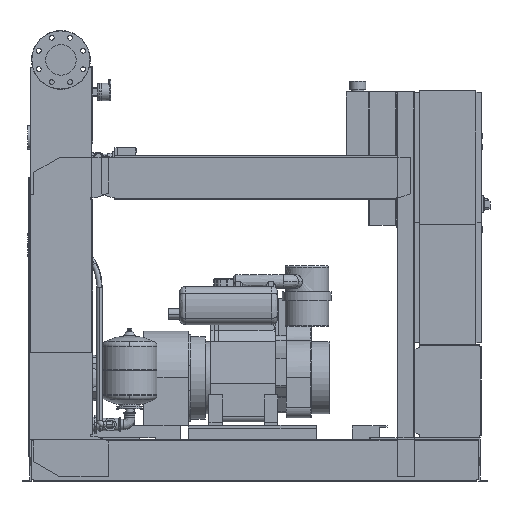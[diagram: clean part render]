
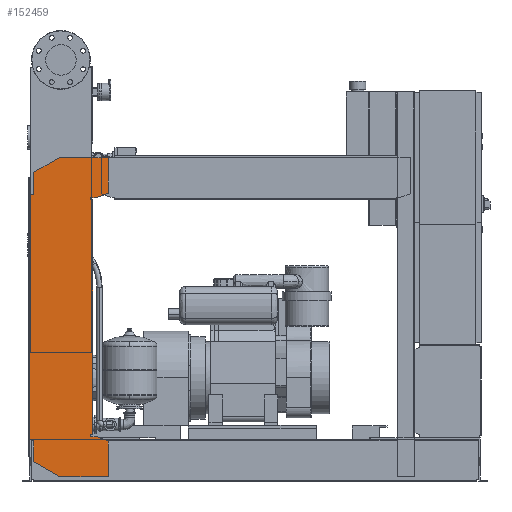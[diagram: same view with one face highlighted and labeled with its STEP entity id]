
A CAD part, front view. The second image highlights one B-rep face of the part: STEP entity #152459.
In plain terms, the highlighted free-form (B-spline) face has degree [1, 1] with [2, 2] control points.
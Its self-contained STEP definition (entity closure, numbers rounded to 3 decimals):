
#151944=CARTESIAN_POINT('',(-102.0,-463.5,1076.0));
#151945=VERTEX_POINT('',#151944);
#151952=CARTESIAN_POINT('',(-102.0,-463.5,1158.574));
#151953=VERTEX_POINT('',#151952);
#151954=CARTESIAN_POINT('',(-102.0,-463.5,1076.0));
#151955=DIRECTION('',(0.0,0.0,1.0));
#151956=VECTOR('',#151955,82.574);
#151957=LINE('',#151954,#151956);
#151958=EDGE_CURVE('',#151945,#151953,#151957,.T.);
#151976=CARTESIAN_POINT('',(-6.,-463.5,1214.0));
#151977=VERTEX_POINT('',#151976);
#151978=CARTESIAN_POINT('',(-102.0,-463.5,1158.574));
#151979=DIRECTION('',(0.866,0.0,0.5));
#151980=VECTOR('',#151979,110.851);
#151981=LINE('',#151978,#151980);
#151982=EDGE_CURVE('',#151953,#151977,#151981,.T.);
#152000=CARTESIAN_POINT('',(177.0,-463.5,1214.0));
#152001=VERTEX_POINT('',#152000);
#152002=CARTESIAN_POINT('',(-6.,-463.5,1214.0));
#152003=DIRECTION('',(1.0,0.0,0.0));
#152004=VECTOR('',#152003,183.0);
#152005=LINE('',#152002,#152004);
#152006=EDGE_CURVE('',#151977,#152001,#152005,.T.);
#152024=CARTESIAN_POINT('',(177.0,-463.5,1080.379));
#152025=VERTEX_POINT('',#152024);
#152026=CARTESIAN_POINT('',(177.0,-463.5,1214.0));
#152027=DIRECTION('',(0.0,0.0,-1.0));
#152028=VECTOR('',#152027,133.621);
#152029=LINE('',#152026,#152028);
#152030=EDGE_CURVE('',#152001,#152025,#152029,.T.);
#152048=CARTESIAN_POINT('',(132.,-463.5,1064.0));
#152049=VERTEX_POINT('',#152048);
#152050=CARTESIAN_POINT('',(177.0,-463.5,1080.379));
#152051=DIRECTION('',(-0.94,0.0,-0.342));
#152052=VECTOR('',#152051,47.888);
#152053=LINE('',#152050,#152052);
#152054=EDGE_CURVE('',#152025,#152049,#152053,.T.);
#152072=CARTESIAN_POINT('',(112.0,-463.5,1064.0));
#152073=VERTEX_POINT('',#152072);
#152074=CARTESIAN_POINT('',(132.,-463.5,1064.0));
#152075=DIRECTION('',(-1.0,0.0,0.0));
#152076=VECTOR('',#152075,20.);
#152077=LINE('',#152074,#152076);
#152078=EDGE_CURVE('',#152049,#152073,#152077,.T.);
#152096=CARTESIAN_POINT('',(112.0,-463.5,1056.0));
#152097=VERTEX_POINT('',#152096);
#152098=CARTESIAN_POINT('',(112.0,-463.5,1064.0));
#152099=DIRECTION('',(0.0,0.0,-1.0));
#152100=VECTOR('',#152099,8.0);
#152101=LINE('',#152098,#152100);
#152102=EDGE_CURVE('',#152073,#152097,#152101,.T.);
#152120=CARTESIAN_POINT('',(120.,-463.5,1056.0));
#152121=VERTEX_POINT('',#152120);
#152122=CARTESIAN_POINT('',(112.0,-463.5,1056.0));
#152123=DIRECTION('',(1.0,0.0,0.0));
#152124=VECTOR('',#152123,8.);
#152125=LINE('',#152122,#152124);
#152126=EDGE_CURVE('',#152097,#152121,#152125,.T.);
#152144=CARTESIAN_POINT('',(120.,-463.5,176.));
#152145=VERTEX_POINT('',#152144);
#152156=CARTESIAN_POINT('',(120.,-463.5,1056.0));
#152157=DIRECTION('',(0.0,0.0,-1.0));
#152158=VECTOR('',#152157,880.);
#152159=LINE('',#152156,#152158);
#152160=EDGE_CURVE('',#152121,#152145,#152159,.T.);
#152174=CARTESIAN_POINT('',(112.,-463.5,176.));
#152175=VERTEX_POINT('',#152174);
#152176=CARTESIAN_POINT('',(120.,-463.5,176.));
#152177=DIRECTION('',(-1.0,0.0,0.0));
#152178=VECTOR('',#152177,8.);
#152179=LINE('',#152176,#152178);
#152180=EDGE_CURVE('',#152145,#152175,#152179,.T.);
#152198=CARTESIAN_POINT('',(112.,-463.5,168.));
#152199=VERTEX_POINT('',#152198);
#152200=CARTESIAN_POINT('',(112.,-463.5,176.));
#152201=DIRECTION('',(0.0,0.0,-1.0));
#152202=VECTOR('',#152201,8.0);
#152203=LINE('',#152200,#152202);
#152204=EDGE_CURVE('',#152175,#152199,#152203,.T.);
#152222=CARTESIAN_POINT('',(132.,-463.5,168.));
#152223=VERTEX_POINT('',#152222);
#152224=CARTESIAN_POINT('',(112.,-463.5,168.));
#152225=DIRECTION('',(1.0,0.0,0.0));
#152226=VECTOR('',#152225,20.0);
#152227=LINE('',#152224,#152226);
#152228=EDGE_CURVE('',#152199,#152223,#152227,.T.);
#152246=CARTESIAN_POINT('',(177.,-463.5,151.621));
#152247=VERTEX_POINT('',#152246);
#152248=CARTESIAN_POINT('',(132.,-463.5,168.));
#152249=DIRECTION('',(0.94,0.0,-0.342));
#152250=VECTOR('',#152249,47.888);
#152251=LINE('',#152248,#152250);
#152252=EDGE_CURVE('',#152223,#152247,#152251,.T.);
#152270=CARTESIAN_POINT('',(177.,-463.5,18.0));
#152271=VERTEX_POINT('',#152270);
#152272=CARTESIAN_POINT('',(177.,-463.5,151.621));
#152273=DIRECTION('',(0.0,0.0,-1.0));
#152274=VECTOR('',#152273,133.621);
#152275=LINE('',#152272,#152274);
#152276=EDGE_CURVE('',#152247,#152271,#152275,.T.);
#152294=CARTESIAN_POINT('',(-4.,-463.5,18.0));
#152295=VERTEX_POINT('',#152294);
#152296=CARTESIAN_POINT('',(177.,-463.5,18.0));
#152297=DIRECTION('',(-1.0,0.0,0.0));
#152298=VECTOR('',#152297,181.);
#152299=LINE('',#152296,#152298);
#152300=EDGE_CURVE('',#152271,#152295,#152299,.T.);
#152318=CARTESIAN_POINT('',(-102.,-463.5,74.58));
#152319=VERTEX_POINT('',#152318);
#152320=CARTESIAN_POINT('',(-4.,-463.5,18.0));
#152321=DIRECTION('',(-0.866,0.,0.5));
#152322=VECTOR('',#152321,113.161);
#152323=LINE('',#152320,#152322);
#152324=EDGE_CURVE('',#152295,#152319,#152323,.T.);
#152342=CARTESIAN_POINT('',(-102.,-463.5,156.0));
#152343=VERTEX_POINT('',#152342);
#152344=CARTESIAN_POINT('',(-102.,-463.5,74.58));
#152345=DIRECTION('',(0.0,0.0,1.0));
#152346=VECTOR('',#152345,81.42);
#152347=LINE('',#152344,#152346);
#152348=EDGE_CURVE('',#152319,#152343,#152347,.T.);
#152366=CARTESIAN_POINT('',(-122.,-463.5,156.0));
#152367=VERTEX_POINT('',#152366);
#152368=CARTESIAN_POINT('',(-102.,-463.5,156.0));
#152369=DIRECTION('',(-1.0,0.0,0.0));
#152370=VECTOR('',#152369,20.0);
#152371=LINE('',#152368,#152370);
#152372=EDGE_CURVE('',#152343,#152367,#152371,.T.);
#152390=CARTESIAN_POINT('',(-122.0,-463.5,1076.0));
#152391=VERTEX_POINT('',#152390);
#152404=CARTESIAN_POINT('',(-122.,-463.5,156.0));
#152405=DIRECTION('',(0.0,0.0,1.0));
#152406=VECTOR('',#152405,920.0);
#152407=LINE('',#152404,#152406);
#152408=EDGE_CURVE('',#152367,#152391,#152407,.T.);
#152422=CARTESIAN_POINT('',(-122.0,-463.5,1076.0));
#152423=DIRECTION('',(1.0,0.0,0.0));
#152424=VECTOR('',#152423,20.0);
#152425=LINE('',#152422,#152424);
#152426=EDGE_CURVE('',#152391,#151945,#152425,.T.);
#152432=CARTESIAN_POINT('',(-122.,-463.5,18.0));
#152433=CARTESIAN_POINT('',(177.0,-463.5,18.0));
#152434=CARTESIAN_POINT('',(-122.,-463.5,1214.0));
#152435=CARTESIAN_POINT('',(177.0,-463.5,1214.0));
#152436=B_SPLINE_SURFACE_WITH_KNOTS('',1,1,((#152432,#152434),(#152433,#152435)),.UNSPECIFIED.,.F.,.F.,.U.,(2,2),(2,2),(0.0,299.),(0.0,1196.0),.UNSPECIFIED.);
#152437=ORIENTED_EDGE('',*,*,#152426,.F.);
#152438=ORIENTED_EDGE('',*,*,#152408,.F.);
#152439=ORIENTED_EDGE('',*,*,#152372,.F.);
#152440=ORIENTED_EDGE('',*,*,#152348,.F.);
#152441=ORIENTED_EDGE('',*,*,#152324,.F.);
#152442=ORIENTED_EDGE('',*,*,#152300,.F.);
#152443=ORIENTED_EDGE('',*,*,#152276,.F.);
#152444=ORIENTED_EDGE('',*,*,#152252,.F.);
#152445=ORIENTED_EDGE('',*,*,#152228,.F.);
#152446=ORIENTED_EDGE('',*,*,#152204,.F.);
#152447=ORIENTED_EDGE('',*,*,#152180,.F.);
#152448=ORIENTED_EDGE('',*,*,#152160,.F.);
#152449=ORIENTED_EDGE('',*,*,#152126,.F.);
#152450=ORIENTED_EDGE('',*,*,#152102,.F.);
#152451=ORIENTED_EDGE('',*,*,#152078,.F.);
#152452=ORIENTED_EDGE('',*,*,#152054,.F.);
#152453=ORIENTED_EDGE('',*,*,#152030,.F.);
#152454=ORIENTED_EDGE('',*,*,#152006,.F.);
#152455=ORIENTED_EDGE('',*,*,#151982,.F.);
#152456=ORIENTED_EDGE('',*,*,#151958,.F.);
#152457=EDGE_LOOP('',(#152437,#152438,#152439,#152440,#152441,#152442,#152443,#152444,#152445,#152446,#152447,#152448,#152449,#152450,#152451,#152452,#152453,#152454,#152455,#152456));
#152458=FACE_OUTER_BOUND('',#152457,.T.);
#152459=ADVANCED_FACE('',(#152458),#152436,.T.);
